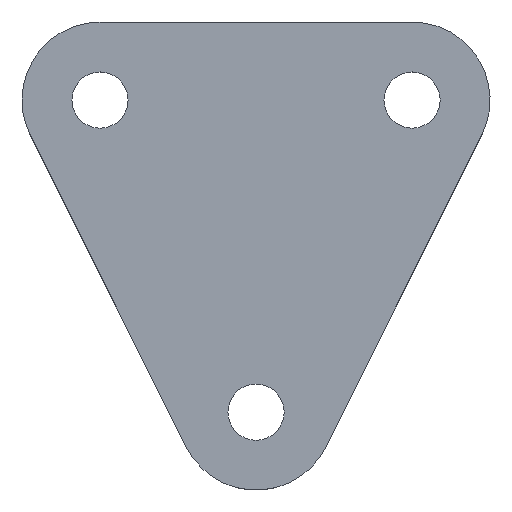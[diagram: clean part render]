
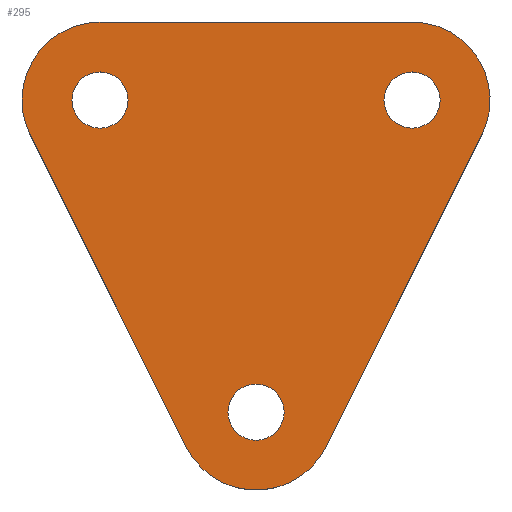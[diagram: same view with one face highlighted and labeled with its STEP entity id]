
A CAD part, top view. The second image highlights one B-rep face of the part: STEP entity #295.
In plain terms, the highlighted planar face has unit normal (0, 0, 1).
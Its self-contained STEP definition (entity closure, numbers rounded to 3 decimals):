
#7 = EDGE_LOOP ( 'NONE', ( #500, #165 ) ) ;
#11 = DIRECTION ( 'NONE',  ( 1., 0., 0. ) ) ;
#12 = EDGE_LOOP ( 'NONE', ( #206, #211, #290, #220, #358, #47, #323 ) ) ;
#15 = DIRECTION ( 'NONE',  ( 1., 0., 0. ) ) ;
#18 = DIRECTION ( 'NONE',  ( -1., 0., 0. ) ) ;
#28 = FACE_OUTER_BOUND ( 'NONE', #12, .T. ) ;
#29 = DIRECTION ( 'NONE',  ( 1., 0., 0. ) ) ;
#31 = CARTESIAN_POINT ( 'NONE',  ( -50., 46.733, 6. ) ) ;
#35 = ORIENTED_EDGE ( 'NONE', *, *, #176, .F. ) ;
#37 = EDGE_CURVE ( 'NONE', #153, #62, #317, .T. ) ;
#42 = CIRCLE ( 'NONE', #516, 9. ) ;
#47 = ORIENTED_EDGE ( 'NONE', *, *, #385, .T. ) ;
#49 = CARTESIAN_POINT ( 'NONE',  ( 22.361, -64.447, 6. ) ) ;
#59 = DIRECTION ( 'NONE',  ( 1., 0., 0. ) ) ;
#62 = VERTEX_POINT ( 'NONE', #349 ) ;
#70 = FACE_BOUND ( 'NONE', #158, .T. ) ;
#73 = CARTESIAN_POINT ( 'NONE',  ( -75., 46.733, 6. ) ) ;
#76 = CARTESIAN_POINT ( 'NONE',  ( -41., 46.733, 6. ) ) ;
#79 = CIRCLE ( 'NONE', #379, 25. ) ;
#80 = EDGE_CURVE ( 'NONE', #62, #288, #127, .T. ) ;
#90 = DIRECTION ( 'NONE',  ( 1., 0., 0. ) ) ;
#98 = DIRECTION ( 'NONE',  ( 0., 0., 1. ) ) ;
#108 = CARTESIAN_POINT ( 'NONE',  ( 59., 46.733, 6. ) ) ;
#116 = EDGE_CURVE ( 'NONE', #256, #228, #216, .T. ) ;
#119 = AXIS2_PLACEMENT_3D ( 'NONE', #240, #197, #154 ) ;
#120 = EDGE_CURVE ( 'NONE', #228, #256, #42, .T. ) ;
#124 = VERTEX_POINT ( 'NONE', #427 ) ;
#127 = CIRCLE ( 'NONE', #184, 25. ) ;
#129 = VECTOR ( 'NONE', #18, 1000. ) ;
#141 = DIRECTION ( 'NONE',  ( 0., 0., 1. ) ) ;
#143 = DIRECTION ( 'NONE',  ( 0., 0., 1. ) ) ;
#151 = DIRECTION ( 'NONE',  ( 0.447, 0.894, 0. ) ) ;
#153 = VERTEX_POINT ( 'NONE', #49 ) ;
#154 = DIRECTION ( 'NONE',  ( 1., 0., 0. ) ) ;
#158 = EDGE_LOOP ( 'NONE', ( #35, #453 ) ) ;
#160 = EDGE_CURVE ( 'NONE', #289, #161, #438, .T. ) ;
#161 = VERTEX_POINT ( 'NONE', #423 ) ;
#165 = ORIENTED_EDGE ( 'NONE', *, *, #116, .F. ) ;
#170 = CARTESIAN_POINT ( 'NONE',  ( -9., -53.267, 6. ) ) ;
#175 = AXIS2_PLACEMENT_3D ( 'NONE', #504, #141, #471 ) ;
#176 = EDGE_CURVE ( 'NONE', #161, #289, #419, .T. ) ;
#180 = DIRECTION ( 'NONE',  ( 1., 0., 0. ) ) ;
#181 = CARTESIAN_POINT ( 'NONE',  ( 0., -53.267, 6. ) ) ;
#184 = AXIS2_PLACEMENT_3D ( 'NONE', #432, #143, #59 ) ;
#189 = LINE ( 'NONE', #475, #129 ) ;
#193 = CARTESIAN_POINT ( 'NONE',  ( 9., -53.267, 6. ) ) ;
#197 = DIRECTION ( 'NONE',  ( 0., 0., 1. ) ) ;
#199 = CARTESIAN_POINT ( 'NONE',  ( 0., -53.267, 6. ) ) ;
#206 = ORIENTED_EDGE ( 'NONE', *, *, #488, .T. ) ;
#211 = ORIENTED_EDGE ( 'NONE', *, *, #37, .T. ) ;
#216 = CIRCLE ( 'NONE', #175, 9. ) ;
#217 = VERTEX_POINT ( 'NONE', #261 ) ;
#220 = ORIENTED_EDGE ( 'NONE', *, *, #241, .T. ) ;
#223 = CARTESIAN_POINT ( 'NONE',  ( 50., 46.733, 6. ) ) ;
#228 = VERTEX_POINT ( 'NONE', #170 ) ;
#232 = VECTOR ( 'NONE', #492, 1000. ) ;
#239 = CARTESIAN_POINT ( 'NONE',  ( 22.361, -64.447, 6. ) ) ;
#240 = CARTESIAN_POINT ( 'NONE',  ( -50., 46.733, 6. ) ) ;
#241 = EDGE_CURVE ( 'NONE', #288, #124, #189, .T. ) ;
#242 = FACE_BOUND ( 'NONE', #7, .T. ) ;
#244 = EDGE_LOOP ( 'NONE', ( #253, #368 ) ) ;
#247 = DIRECTION ( 'NONE',  ( -1., 0., 0. ) ) ;
#253 = ORIENTED_EDGE ( 'NONE', *, *, #367, .F. ) ;
#256 = VERTEX_POINT ( 'NONE', #193 ) ;
#261 = CARTESIAN_POINT ( 'NONE',  ( -72.361, 35.553, 6. ) ) ;
#264 = DIRECTION ( 'NONE',  ( 0., 0., 1. ) ) ;
#277 = EDGE_CURVE ( 'NONE', #382, #526, #426, .T. ) ;
#281 = DIRECTION ( 'NONE',  ( 0., 0., 1. ) ) ;
#284 = DIRECTION ( 'NONE',  ( -1., 0., 0. ) ) ;
#288 = VERTEX_POINT ( 'NONE', #483 ) ;
#289 = VERTEX_POINT ( 'NONE', #108 ) ;
#290 = ORIENTED_EDGE ( 'NONE', *, *, #80, .T. ) ;
#295 = ADVANCED_FACE ( 'NONE', ( #70, #28, #405, #242 ), #443, .T. ) ;
#317 = LINE ( 'NONE', #239, #404 ) ;
#320 = VERTEX_POINT ( 'NONE', #73 ) ;
#323 = ORIENTED_EDGE ( 'NONE', *, *, #464, .T. ) ;
#328 = DIRECTION ( 'NONE',  ( 0., 0., 1. ) ) ;
#330 = CARTESIAN_POINT ( 'NONE',  ( 0., -53.267, 6. ) ) ;
#331 = CIRCLE ( 'NONE', #477, 9. ) ;
#343 = CARTESIAN_POINT ( 'NONE',  ( 50., 46.733, 6. ) ) ;
#349 = CARTESIAN_POINT ( 'NONE',  ( 72.361, 35.553, 6. ) ) ;
#356 = AXIS2_PLACEMENT_3D ( 'NONE', #199, #281, #359 ) ;
#358 = ORIENTED_EDGE ( 'NONE', *, *, #398, .T. ) ;
#359 = DIRECTION ( 'NONE',  ( 1., 0., 0. ) ) ;
#360 = DIRECTION ( 'NONE',  ( 0., 0., 1. ) ) ;
#362 = CARTESIAN_POINT ( 'NONE',  ( -50., 46.733, 6. ) ) ;
#364 = AXIS2_PLACEMENT_3D ( 'NONE', #362, #328, #284 ) ;
#367 = EDGE_CURVE ( 'NONE', #526, #382, #331, .T. ) ;
#368 = ORIENTED_EDGE ( 'NONE', *, *, #277, .F. ) ;
#369 = LINE ( 'NONE', #527, #232 ) ;
#373 = CIRCLE ( 'NONE', #364, 25. ) ;
#379 = AXIS2_PLACEMENT_3D ( 'NONE', #330, #390, #15 ) ;
#382 = VERTEX_POINT ( 'NONE', #76 ) ;
#383 = DIRECTION ( 'NONE',  ( 0., 0., 1. ) ) ;
#385 = EDGE_CURVE ( 'NONE', #320, #217, #437, .T. ) ;
#390 = DIRECTION ( 'NONE',  ( 0., 0., 1. ) ) ;
#398 = EDGE_CURVE ( 'NONE', #124, #320, #373, .T. ) ;
#404 = VECTOR ( 'NONE', #151, 1000. ) ;
#405 = FACE_BOUND ( 'NONE', #244, .T. ) ;
#409 = DIRECTION ( 'NONE',  ( 0., 0., 1. ) ) ;
#412 = AXIS2_PLACEMENT_3D ( 'NONE', #343, #264, #90 ) ;
#419 = CIRCLE ( 'NONE', #412, 9. ) ;
#423 = CARTESIAN_POINT ( 'NONE',  ( 41., 46.733, 6. ) ) ;
#426 = CIRCLE ( 'NONE', #119, 9. ) ;
#427 = CARTESIAN_POINT ( 'NONE',  ( -50., 71.733, 6. ) ) ;
#432 = CARTESIAN_POINT ( 'NONE',  ( 50., 46.733, 6. ) ) ;
#437 = CIRCLE ( 'NONE', #482, 25. ) ;
#438 = CIRCLE ( 'NONE', #486, 9. ) ;
#443 = PLANE ( 'NONE',  #356 ) ;
#449 = VERTEX_POINT ( 'NONE', #452 ) ;
#452 = CARTESIAN_POINT ( 'NONE',  ( -22.361, -64.447, 6. ) ) ;
#453 = ORIENTED_EDGE ( 'NONE', *, *, #160, .F. ) ;
#464 = EDGE_CURVE ( 'NONE', #217, #449, #369, .T. ) ;
#471 = DIRECTION ( 'NONE',  ( 1., 0., 0. ) ) ;
#475 = CARTESIAN_POINT ( 'NONE',  ( -50., 71.733, 6. ) ) ;
#477 = AXIS2_PLACEMENT_3D ( 'NONE', #520, #360, #29 ) ;
#482 = AXIS2_PLACEMENT_3D ( 'NONE', #31, #409, #247 ) ;
#483 = CARTESIAN_POINT ( 'NONE',  ( 50., 71.733, 6. ) ) ;
#486 = AXIS2_PLACEMENT_3D ( 'NONE', #223, #383, #180 ) ;
#488 = EDGE_CURVE ( 'NONE', #449, #153, #79, .T. ) ;
#492 = DIRECTION ( 'NONE',  ( 0.447, -0.894, 0. ) ) ;
#500 = ORIENTED_EDGE ( 'NONE', *, *, #120, .F. ) ;
#504 = CARTESIAN_POINT ( 'NONE',  ( 0., -53.267, 6. ) ) ;
#510 = CARTESIAN_POINT ( 'NONE',  ( -59., 46.733, 6. ) ) ;
#516 = AXIS2_PLACEMENT_3D ( 'NONE', #181, #98, #11 ) ;
#520 = CARTESIAN_POINT ( 'NONE',  ( -50., 46.733, 6. ) ) ;
#526 = VERTEX_POINT ( 'NONE', #510 ) ;
#527 = CARTESIAN_POINT ( 'NONE',  ( -22.361, -64.447, 6. ) ) ;
